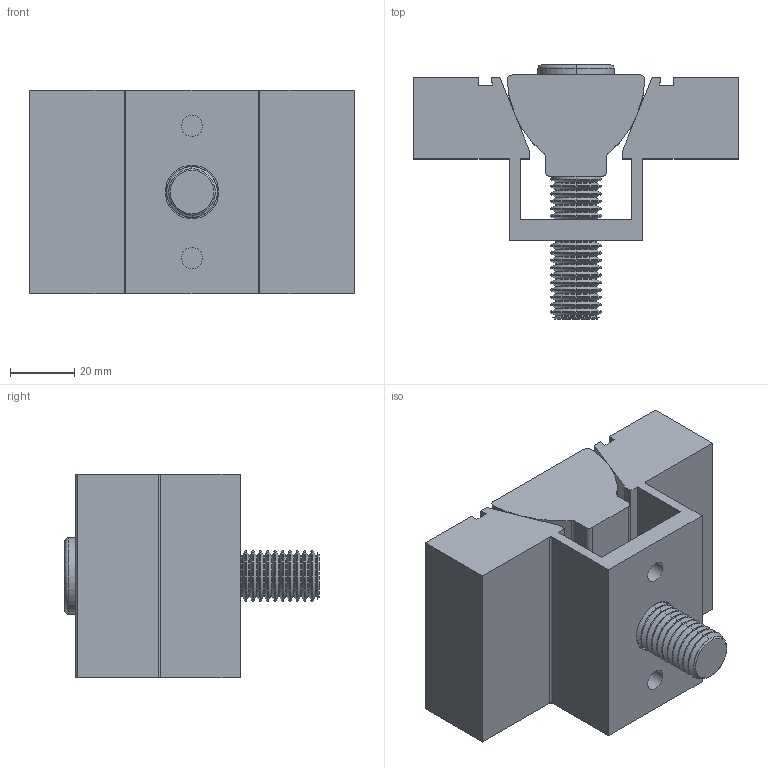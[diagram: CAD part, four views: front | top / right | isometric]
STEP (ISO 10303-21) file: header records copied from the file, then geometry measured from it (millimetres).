
FILE_DESCRIPTION (( 'STEP AP214' ), '1' );
FILE_NAME ('SW3dPS-60203.step', '2010-03-06T23:06:17', ( 'sysAdmin' ), ( 'SolidWorks' ), 'SwSTEP 2.0', 'SolidWorks 2010', '' );
FILE_SCHEMA (( 'AUTOMOTIVE_DESIGN' ));
Length unit declared in the file: millimetre
Products named in the file (4): SW3dPS-60203_625-12; SW3dPS-60203; SW3dPS-60203_60340-1; SW3dPS-60203_60200-1
Assembly tree (3 placements, depth 2):
  SW3dPS-60203
    SW3dPS-60203_625-12
    SW3dPS-60203_60340-1
    SW3dPS-60203_60200-1
Bounding box: 101.6 x 79.38 x 63.5 mm (x, y, z)
Volume: 199924 mm3; surface area: 47780.8 mm2
Topology: 3 solids, 3 shells, 231 faces, 505 edges, 284 vertices
Faces by surface type: cylinder 101, cone 82, plane 46, bspline 2
Entity records: 6379 total; most frequent: DIRECTION 1185, CARTESIAN_POINT 1062, ORIENTED_EDGE 1010, EDGE_CURVE 505, AXIS2_PLACEMENT_3D 447, LINE 291, VECTOR 291, VERTEX_POINT 284
